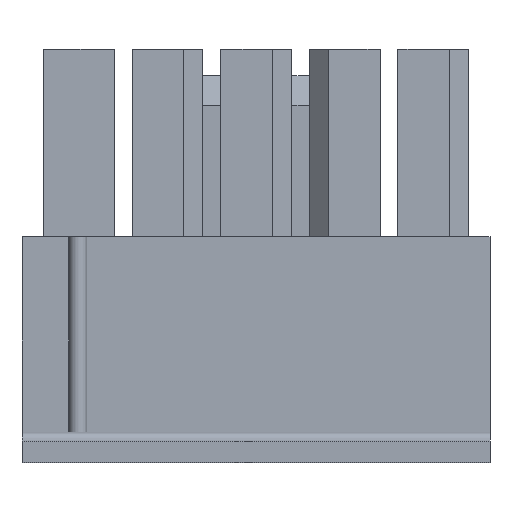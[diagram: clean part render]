
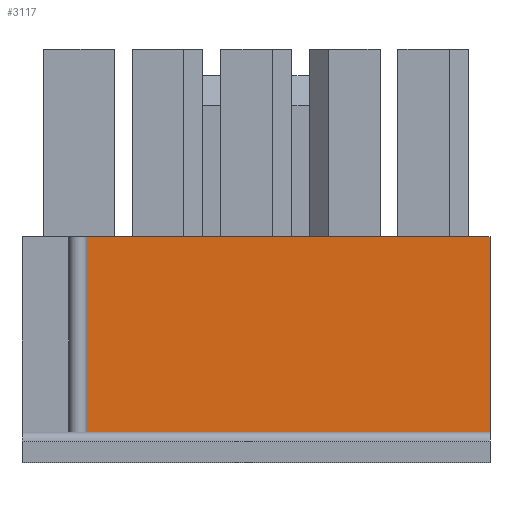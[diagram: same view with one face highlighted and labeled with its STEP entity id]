
A CAD part, top view. The second image highlights one B-rep face of the part: STEP entity #3117.
In plain terms, the highlighted planar face has unit normal (0, 0, 1).
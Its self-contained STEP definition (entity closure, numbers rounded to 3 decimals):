
#1=DIRECTION('',(0.,-1.,0.));
#2=VECTOR('',#1,6.63);
#3=CARTESIAN_POINT('',(7.92,3.65,3.43));
#4=LINE('',#3,#2);
#51=DIRECTION('',(1.,0.,0.));
#52=VECTOR('',#51,13.66);
#53=CARTESIAN_POINT('',(-5.74,3.65,3.43));
#54=LINE('',#53,#52);
#55=DIRECTION('',(0.,-1.,0.));
#56=VECTOR('',#55,6.63);
#57=CARTESIAN_POINT('',(-5.74,3.65,3.43));
#58=LINE('',#57,#56);
#1381=DIRECTION('',(1.,0.,0.));
#1382=VECTOR('',#1381,13.66);
#1383=CARTESIAN_POINT('',(-5.74,-2.98,3.43));
#1384=LINE('',#1383,#1382);
#2303=CARTESIAN_POINT('',(7.92,3.65,3.43));
#2304=CARTESIAN_POINT('',(7.92,-2.98,3.43));
#2305=VERTEX_POINT('',#2303);
#2306=VERTEX_POINT('',#2304);
#2799=CARTESIAN_POINT('',(-5.74,-2.98,3.43));
#2801=VERTEX_POINT('',#2799);
#2805=CARTESIAN_POINT('',(-5.74,3.65,3.43));
#2806=VERTEX_POINT('',#2805);
#3103=CARTESIAN_POINT('',(7.92,3.65,3.43));
#3104=DIRECTION('',(0.,0.,1.));
#3105=DIRECTION('',(0.,-1.,0.));
#3106=AXIS2_PLACEMENT_3D('',#3103,#3104,#3105);
#3107=PLANE('',#3106);
#3109=ORIENTED_EDGE('',*,*,#3108,.T.);
#3110=ORIENTED_EDGE('',*,*,#3064,.T.);
#3112=ORIENTED_EDGE('',*,*,#3111,.F.);
#3114=ORIENTED_EDGE('',*,*,#3113,.F.);
#3115=EDGE_LOOP('',(#3109,#3110,#3112,#3114));
#3116=FACE_OUTER_BOUND('',#3115,.F.);
#3117=ADVANCED_FACE('',(#3116),#3107,.T.);
#3064=EDGE_CURVE('',#2305,#2306,#4,.T.);
#3108=EDGE_CURVE('',#2806,#2305,#54,.T.);
#3111=EDGE_CURVE('',#2801,#2306,#1384,.T.);
#3113=EDGE_CURVE('',#2806,#2801,#58,.T.);
